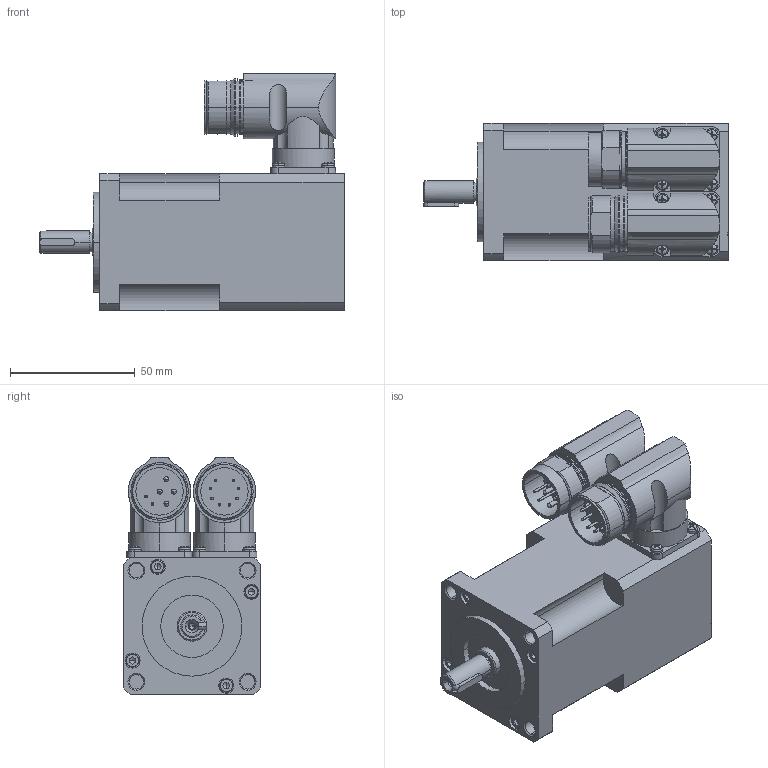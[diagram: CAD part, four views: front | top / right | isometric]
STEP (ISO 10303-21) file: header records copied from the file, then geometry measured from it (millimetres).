
FILE_DESCRIPTION((''),'2;1');
FILE_NAME('ACM2n0010.stp','2005-05-17T11:41:21',(''),(''),'Mechanical Desktop 2005','Mechanical Desktop 2005',', , ');
FILE_SCHEMA(('AUTOMOTIVE_DESIGN { 1 2 10303 214 0 1 1 1 }'));
Length unit declared in the file: millimetre
Products named in the file (2): ACM2N0010; CARCASA
Assembly tree (1 placements, depth 2):
  ACM2N0010
    CARCASA
Bounding box: 122 x 55 x 95.22 mm (x, y, z)
Volume: 336246.3 mm3; surface area: 43450.2 mm2
Topology: 1 solids, 1 shells, 739 faces, 1817 edges, 1087 vertices
Faces by surface type: plane 361, cylinder 202, cone 108, sphere 32, torus 24, bspline 12
Entity records: 22996 total; most frequent: CARTESIAN_POINT 5885, DIRECTION 3681, ORIENTED_EDGE 3526, EDGE_CURVE 1763, AXIS2_PLACEMENT_3D 1425, VERTEX_POINT 1087, VECTOR 831, LINE 831
